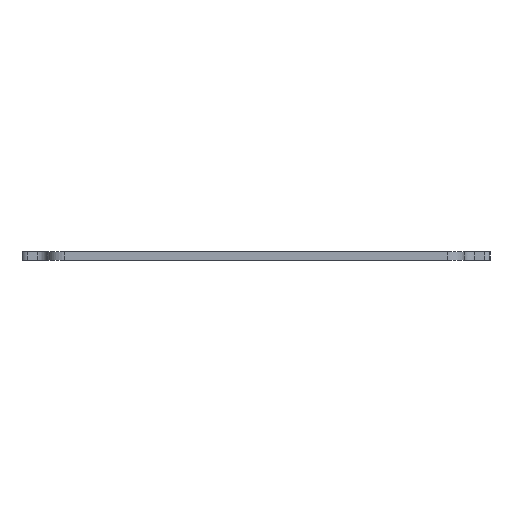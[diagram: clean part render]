
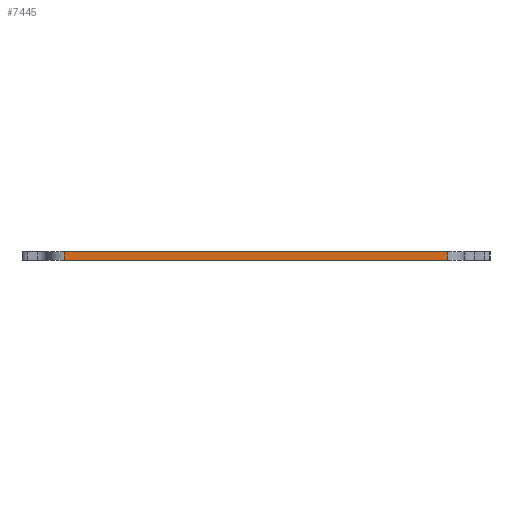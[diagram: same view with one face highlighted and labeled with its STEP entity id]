
A CAD part, left-side view. The second image highlights one B-rep face of the part: STEP entity #7445.
In plain terms, the highlighted planar face has unit normal (-1, 0, 0).
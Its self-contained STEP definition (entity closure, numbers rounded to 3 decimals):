
#160=PLANE('',#7966);
#421=FACE_OUTER_BOUND('',#798,.T.);
#798=EDGE_LOOP('',(#5410,#5411,#5412,#5413));
#1418=LINE('',#11607,#2169);
#1419=LINE('',#11611,#2170);
#1420=LINE('',#11613,#2171);
#1421=LINE('',#11614,#2172);
#2169=VECTOR('',#9288,10.);
#2170=VECTOR('',#9293,10.);
#2171=VECTOR('',#9294,10.);
#2172=VECTOR('',#9295,10.);
#3337=VERTEX_POINT('',#11604);
#3338=VERTEX_POINT('',#11606);
#3339=VERTEX_POINT('',#11610);
#3340=VERTEX_POINT('',#11612);
#4185=EDGE_CURVE('',#3337,#3338,#1418,.T.);
#4187=EDGE_CURVE('',#3337,#3339,#1419,.T.);
#4188=EDGE_CURVE('',#3340,#3339,#1420,.T.);
#4189=EDGE_CURVE('',#3338,#3340,#1421,.T.);
#5410=ORIENTED_EDGE('',*,*,#4187,.T.);
#5411=ORIENTED_EDGE('',*,*,#4188,.F.);
#5412=ORIENTED_EDGE('',*,*,#4189,.F.);
#5413=ORIENTED_EDGE('',*,*,#4185,.F.);
#7445=ADVANCED_FACE('',(#421),#160,.T.);
#7966=AXIS2_PLACEMENT_3D('',#11609,#9291,#9292);
#9288=DIRECTION('',(0.,0.,1.));
#9291=DIRECTION('center_axis',(-1.,0.,0.));
#9292=DIRECTION('ref_axis',(0.,1.,0.));
#9293=DIRECTION('',(0.,-1.,0.));
#9294=DIRECTION('',(0.,0.,-1.));
#9295=DIRECTION('',(0.,-1.,0.));
#11604=CARTESIAN_POINT('',(-191.95,-4.5,-1.6));
#11606=CARTESIAN_POINT('',(-191.95,-4.5,0.));
#11607=CARTESIAN_POINT('',(-191.95,-4.5,-1.6));
#11609=CARTESIAN_POINT('Origin',(-191.95,-77.65,-1.6));
#11610=CARTESIAN_POINT('',(-191.95,-74.65,-1.6));
#11611=CARTESIAN_POINT('',(-191.95,-58.993,-1.6));
#11612=CARTESIAN_POINT('',(-191.95,-74.65,0.));
#11613=CARTESIAN_POINT('',(-191.95,-74.65,-1.6));
#11614=CARTESIAN_POINT('',(-191.95,-58.613,0.));
